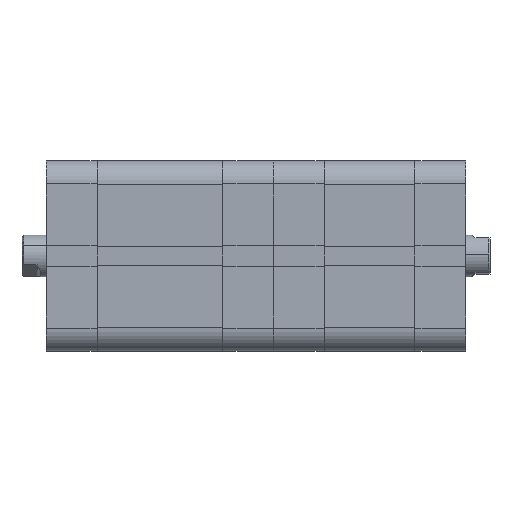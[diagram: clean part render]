
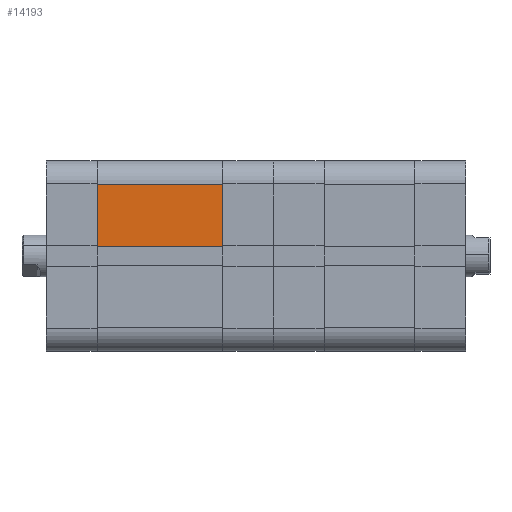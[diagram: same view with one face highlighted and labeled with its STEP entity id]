
A CAD part, front view. The second image highlights one B-rep face of the part: STEP entity #14193.
In plain terms, the highlighted planar face has unit normal (0, -1, 0).
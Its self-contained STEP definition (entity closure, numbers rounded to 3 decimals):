
#272 = ORIENTED_EDGE ( 'NONE', *, *, #34556, .T. ) ;
#407 = VECTOR ( 'NONE', #32737, 1000. ) ;
#1906 = VECTOR ( 'NONE', #14082, 1000. ) ;
#3485 = VERTEX_POINT ( 'NONE', #23446 ) ;
#5240 = VERTEX_POINT ( 'NONE', #18612 ) ;
#5700 = CARTESIAN_POINT ( 'NONE',  ( 0., -27.25, -20.45 ) ) ;
#6114 = CARTESIAN_POINT ( 'NONE',  ( 36., -27.25, -20.45 ) ) ;
#6521 = DIRECTION ( 'NONE',  ( 0., 1., 0. ) ) ;
#6891 = CARTESIAN_POINT ( 'NONE',  ( 36., -27.25, -27.25 ) ) ;
#6938 = CARTESIAN_POINT ( 'NONE',  ( 36.001, -27.25, -2.8 ) ) ;
#7550 = EDGE_CURVE ( 'NONE', #5240, #7772, #28560, .T. ) ;
#7772 = VERTEX_POINT ( 'NONE', #16621 ) ;
#8346 = LINE ( 'NONE', #6114, #1906 ) ;
#8775 = EDGE_LOOP ( 'NONE', ( #272, #26325, #35557, #21841 ) ) ;
#8869 = CARTESIAN_POINT ( 'NONE',  ( 0., -27.25, -27.25 ) ) ;
#9646 = FACE_OUTER_BOUND ( 'NONE', #8775, .T. ) ;
#10249 = LINE ( 'NONE', #6938, #407 ) ;
#12432 = VECTOR ( 'NONE', #20201, 1000. ) ;
#13495 = EDGE_CURVE ( 'NONE', #3485, #14773, #34336, .T. ) ;
#14082 = DIRECTION ( 'NONE',  ( 1., 0., 0. ) ) ;
#14193 = ADVANCED_FACE ( 'NONE', ( #9646 ), #15030, .F. ) ;
#14586 = VECTOR ( 'NONE', #14774, 1000. ) ;
#14773 = VERTEX_POINT ( 'NONE', #5700 ) ;
#14774 = DIRECTION ( 'NONE',  ( 0., 0., -1. ) ) ;
#15030 = PLANE ( 'NONE',  #16630 ) ;
#16621 = CARTESIAN_POINT ( 'NONE',  ( 36., -27.25, -20.45 ) ) ;
#16630 = AXIS2_PLACEMENT_3D ( 'NONE', #6891, #6521, #17829 ) ;
#17829 = DIRECTION ( 'NONE',  ( 0., 0., 1. ) ) ;
#18612 = CARTESIAN_POINT ( 'NONE',  ( 36., -27.25, -2.8 ) ) ;
#20201 = DIRECTION ( 'NONE',  ( 0., 0., -1. ) ) ;
#21841 = ORIENTED_EDGE ( 'NONE', *, *, #7550, .F. ) ;
#23446 = CARTESIAN_POINT ( 'NONE',  ( 0., -27.25, -2.8 ) ) ;
#26325 = ORIENTED_EDGE ( 'NONE', *, *, #13495, .T. ) ;
#28560 = LINE ( 'NONE', #34494, #14586 ) ;
#28827 = EDGE_CURVE ( 'NONE', #14773, #7772, #8346, .T. ) ;
#32737 = DIRECTION ( 'NONE',  ( -1., 0., 0. ) ) ;
#34336 = LINE ( 'NONE', #8869, #12432 ) ;
#34494 = CARTESIAN_POINT ( 'NONE',  ( 36., -27.25, -27.25 ) ) ;
#34556 = EDGE_CURVE ( 'NONE', #5240, #3485, #10249, .T. ) ;
#35557 = ORIENTED_EDGE ( 'NONE', *, *, #28827, .T. ) ;
